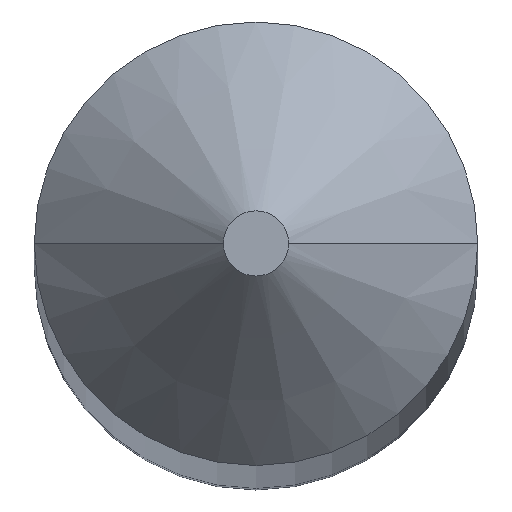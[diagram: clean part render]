
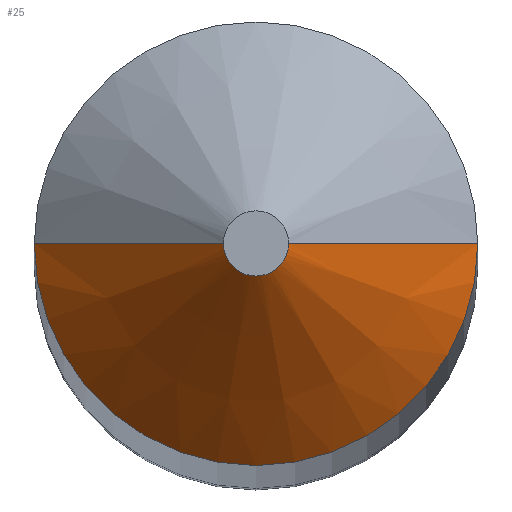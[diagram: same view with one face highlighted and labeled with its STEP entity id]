
A CAD part, top view. The second image highlights one B-rep face of the part: STEP entity #25.
In plain terms, the highlighted conical face has half-angle 45 degrees and reference radius 0.596 mm.
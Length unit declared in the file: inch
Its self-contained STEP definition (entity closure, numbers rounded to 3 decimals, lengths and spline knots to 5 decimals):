
#11 = FACE_OUTER_BOUND ( 'NONE', #135, .T. ) ;
#13 = AXIS2_PLACEMENT_3D ( 'NONE', #204, #62, #60 ) ;
#17 = VERTEX_POINT ( 'NONE', #66 ) ;
#19 = LINE ( 'NONE', #166, #232 ) ;
#25 = ADVANCED_FACE ( 'NONE', ( #11 ), #187, .T. ) ;
#60 = DIRECTION ( 'NONE',  ( 1., 0., 0. ) ) ;
#62 = DIRECTION ( 'NONE',  ( 0., 0., 1. ) ) ;
#66 = CARTESIAN_POINT ( 'NONE',  ( -0.02345, 0., -0.02 ) ) ;
#88 = CIRCLE ( 'NONE', #388, 0.02345 ) ;
#91 = AXIS2_PLACEMENT_3D ( 'NONE', #95, #161, #336 ) ;
#92 = CARTESIAN_POINT ( 'NONE',  ( 0.00345, 0., 0. ) ) ;
#95 = CARTESIAN_POINT ( 'NONE',  ( 0., 0., -0.02 ) ) ;
#107 = ORIENTED_EDGE ( 'NONE', *, *, #282, .F. ) ;
#112 = ORIENTED_EDGE ( 'NONE', *, *, #146, .T. ) ;
#124 = LINE ( 'NONE', #158, #389 ) ;
#129 = DIRECTION ( 'NONE',  ( 1., 0., 0. ) ) ;
#135 = EDGE_LOOP ( 'NONE', ( #225, #107, #379, #112 ) ) ;
#146 = EDGE_CURVE ( 'NONE', #17, #251, #88, .T. ) ;
#158 = CARTESIAN_POINT ( 'NONE',  ( 0.02345, 0., -0.02 ) ) ;
#161 = DIRECTION ( 'NONE',  ( 0., 0., -1. ) ) ;
#164 = CARTESIAN_POINT ( 'NONE',  ( 0., 0., -0.02 ) ) ;
#166 = CARTESIAN_POINT ( 'NONE',  ( -0.02345, 0., -0.02 ) ) ;
#181 = EDGE_CURVE ( 'NONE', #217, #251, #124, .T. ) ;
#187 = CONICAL_SURFACE ( 'NONE', #91, 0.02345, 0.785 ) ;
#204 = CARTESIAN_POINT ( 'NONE',  ( 0., 0., 0. ) ) ;
#213 = EDGE_CURVE ( 'NONE', #348, #17, #19, .T. ) ;
#217 = VERTEX_POINT ( 'NONE', #92 ) ;
#219 = CARTESIAN_POINT ( 'NONE',  ( -0.00345, 0., 0. ) ) ;
#220 = CIRCLE ( 'NONE', #13, 0.00345 ) ;
#225 = ORIENTED_EDGE ( 'NONE', *, *, #181, .F. ) ;
#232 = VECTOR ( 'NONE', #298, 39.37008 ) ;
#242 = DIRECTION ( 'NONE',  ( 0., 0., 1. ) ) ;
#246 = DIRECTION ( 'NONE',  ( 0.707, 0., -0.707 ) ) ;
#251 = VERTEX_POINT ( 'NONE', #390 ) ;
#282 = EDGE_CURVE ( 'NONE', #348, #217, #220, .T. ) ;
#298 = DIRECTION ( 'NONE',  ( -0.707, 0., -0.707 ) ) ;
#336 = DIRECTION ( 'NONE',  ( -1., 0., 0. ) ) ;
#348 = VERTEX_POINT ( 'NONE', #219 ) ;
#379 = ORIENTED_EDGE ( 'NONE', *, *, #213, .T. ) ;
#388 = AXIS2_PLACEMENT_3D ( 'NONE', #164, #242, #129 ) ;
#389 = VECTOR ( 'NONE', #246, 39.37008 ) ;
#390 = CARTESIAN_POINT ( 'NONE',  ( 0.02345, 0., -0.02 ) ) ;
